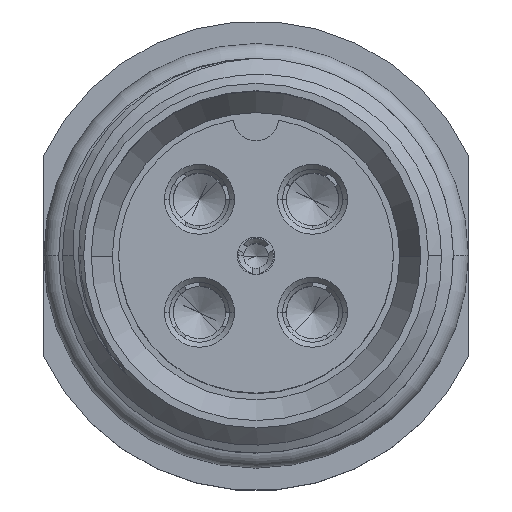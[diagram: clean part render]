
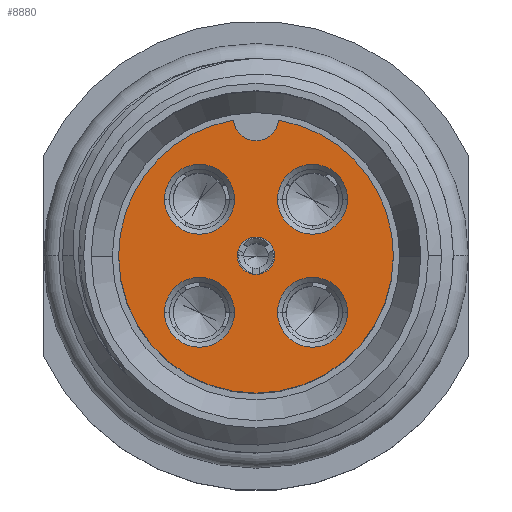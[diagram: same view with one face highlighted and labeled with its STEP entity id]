
A CAD part, top view. The second image highlights one B-rep face of the part: STEP entity #8880.
In plain terms, the highlighted planar face has unit normal (0, 0, 1).
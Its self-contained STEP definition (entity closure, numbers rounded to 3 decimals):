
#235 = CARTESIAN_POINT ( 'NONE',  ( 0., 0., 0. ) ) ;
#236 = DIRECTION ( 'NONE',  ( 0., 0., 1. ) ) ;
#237 = DIRECTION ( 'NONE',  ( 1., 0., 0. ) ) ;
#255 = CARTESIAN_POINT ( 'NONE',  ( -2.263, 2.263, 0. ) ) ;
#256 = DIRECTION ( 'NONE',  ( 0., 0., -1. ) ) ;
#257 = DIRECTION ( 'NONE',  ( -1., 0., 0. ) ) ;
#265 = CARTESIAN_POINT ( 'NONE',  ( 2.263, 2.263, 0. ) ) ;
#266 = DIRECTION ( 'NONE',  ( 0., 0., -1. ) ) ;
#267 = DIRECTION ( 'NONE',  ( -1., 0., 0. ) ) ;
#275 = CARTESIAN_POINT ( 'NONE',  ( 2.263, -2.263, 0. ) ) ;
#276 = DIRECTION ( 'NONE',  ( 0., 0., -1. ) ) ;
#277 = DIRECTION ( 'NONE',  ( -1., 0., 0. ) ) ;
#285 = CARTESIAN_POINT ( 'NONE',  ( -2.263, -2.263, 0. ) ) ;
#286 = DIRECTION ( 'NONE',  ( 0., 0., -1. ) ) ;
#287 = DIRECTION ( 'NONE',  ( -1., 0., 0. ) ) ;
#346 = CARTESIAN_POINT ( 'NONE',  ( 0., 0., 0. ) ) ;
#347 = DIRECTION ( 'NONE',  ( 0., 0., 1. ) ) ;
#348 = DIRECTION ( 'NONE',  ( 1., 0., 0. ) ) ;
#354 = CARTESIAN_POINT ( 'NONE',  ( 0., 0., 0. ) ) ;
#355 = DIRECTION ( 'NONE',  ( 0., 0., 1. ) ) ;
#356 = DIRECTION ( 'NONE',  ( 1., 0., 0. ) ) ;
#408 = CARTESIAN_POINT ( 'NONE',  ( 0., 0., 0. ) ) ;
#409 = DIRECTION ( 'NONE',  ( 0., 0., 1. ) ) ;
#410 = DIRECTION ( 'NONE',  ( 1., 0., 0. ) ) ;
#411 = CARTESIAN_POINT ( 'NONE',  ( -2.263, -2.263, 0. ) ) ;
#412 = DIRECTION ( 'NONE',  ( 0., 0., -1. ) ) ;
#413 = DIRECTION ( 'NONE',  ( -1., 0., 0. ) ) ;
#414 = CARTESIAN_POINT ( 'NONE',  ( 2.263, -2.263, 0. ) ) ;
#415 = DIRECTION ( 'NONE',  ( 0., 0., -1. ) ) ;
#416 = DIRECTION ( 'NONE',  ( -1., 0., 0. ) ) ;
#417 = CARTESIAN_POINT ( 'NONE',  ( 2.263, 2.263, 0. ) ) ;
#418 = DIRECTION ( 'NONE',  ( 0., 0., -1. ) ) ;
#419 = DIRECTION ( 'NONE',  ( -1., 0., 0. ) ) ;
#421 = CARTESIAN_POINT ( 'NONE',  ( -2.263, 2.263, 0. ) ) ;
#422 = DIRECTION ( 'NONE',  ( 0., 0., -1. ) ) ;
#423 = DIRECTION ( 'NONE',  ( -1., 0., 0. ) ) ;
#424 = CARTESIAN_POINT ( 'NONE',  ( 0., 0., 0. ) ) ;
#425 = DIRECTION ( 'NONE',  ( 0., 0., 1. ) ) ;
#426 = DIRECTION ( 'NONE',  ( 1., 0., 0. ) ) ;
#427 = CARTESIAN_POINT ( 'NONE',  ( 0., 5.5, 0. ) ) ;
#428 = DIRECTION ( 'NONE',  ( 0., 0., 1. ) ) ;
#429 = DIRECTION ( 'NONE',  ( 1., 0., 0. ) ) ;
#1216 = DIRECTION ( 'NONE',  ( 0., 0., -1. ) ) ;
#1218 = PLANE ( 'NONE',  #2692 ) ;
#1220 = CARTESIAN_POINT ( 'NONE',  ( 0., 0., 0. ) ) ;
#1222 = DIRECTION ( 'NONE',  ( -1., 0., 0. ) ) ;
#2436 = AXIS2_PLACEMENT_3D ( 'NONE', #235, #236, #237 ) ;
#2440 = AXIS2_PLACEMENT_3D ( 'NONE', #255, #256, #257 ) ;
#2442 = AXIS2_PLACEMENT_3D ( 'NONE', #265, #266, #267 ) ;
#2444 = AXIS2_PLACEMENT_3D ( 'NONE', #275, #276, #277 ) ;
#2446 = AXIS2_PLACEMENT_3D ( 'NONE', #285, #286, #287 ) ;
#2458 = AXIS2_PLACEMENT_3D ( 'NONE', #346, #347, #348 ) ;
#2460 = AXIS2_PLACEMENT_3D ( 'NONE', #354, #355, #356 ) ;
#2473 = AXIS2_PLACEMENT_3D ( 'NONE', #408, #409, #410 ) ;
#2474 = AXIS2_PLACEMENT_3D ( 'NONE', #411, #412, #413 ) ;
#2475 = AXIS2_PLACEMENT_3D ( 'NONE', #414, #415, #416 ) ;
#2476 = AXIS2_PLACEMENT_3D ( 'NONE', #417, #418, #419 ) ;
#2477 = AXIS2_PLACEMENT_3D ( 'NONE', #421, #422, #423 ) ;
#2478 = AXIS2_PLACEMENT_3D ( 'NONE', #424, #425, #426 ) ;
#2479 = AXIS2_PLACEMENT_3D ( 'NONE', #427, #428, #429 ) ;
#2692 = AXIS2_PLACEMENT_3D ( 'NONE', #1220, #1216, #1222 ) ;
#3894 = EDGE_CURVE ( 'NONE', #10891, #10892, #7748, .T. ) ;
#3902 = EDGE_CURVE ( 'NONE', #10898, #10899, #7758, .T. ) ;
#3906 = EDGE_CURVE ( 'NONE', #10902, #10903, #7765, .T. ) ;
#3910 = EDGE_CURVE ( 'NONE', #10906, #10907, #7772, .T. ) ;
#3914 = EDGE_CURVE ( 'NONE', #10910, #10911, #7778, .T. ) ;
#3938 = EDGE_CURVE ( 'NONE', #10934, #10935, #7816, .T. ) ;
#3942 = EDGE_CURVE ( 'NONE', #10935, #10938, #7823, .T. ) ;
#3963 = EDGE_CURVE ( 'NONE', #10892, #10891, #7855, .T. ) ;
#3964 = EDGE_CURVE ( 'NONE', #10911, #10910, #7857, .T. ) ;
#3965 = EDGE_CURVE ( 'NONE', #10907, #10906, #7858, .T. ) ;
#3966 = EDGE_CURVE ( 'NONE', #10903, #10902, #7859, .T. ) ;
#3967 = EDGE_CURVE ( 'NONE', #10899, #10898, #7860, .T. ) ;
#3968 = EDGE_CURVE ( 'NONE', #10938, #10946, #7861, .T. ) ;
#3969 = EDGE_CURVE ( 'NONE', #10934, #10946, #7863, .T. ) ;
#7748 = CIRCLE ( 'NONE', #2436, 0.75 ) ;
#7758 = CIRCLE ( 'NONE', #2440, 1.4 ) ;
#7765 = CIRCLE ( 'NONE', #2442, 1.4 ) ;
#7772 = CIRCLE ( 'NONE', #2444, 1.4 ) ;
#7778 = CIRCLE ( 'NONE', #2446, 1.4 ) ;
#7816 = CIRCLE ( 'NONE', #2458, 5.5 ) ;
#7823 = CIRCLE ( 'NONE', #2460, 5.5 ) ;
#7855 = CIRCLE ( 'NONE', #2473, 0.75 ) ;
#7857 = CIRCLE ( 'NONE', #2474, 1.4 ) ;
#7858 = CIRCLE ( 'NONE', #2475, 1.4 ) ;
#7859 = CIRCLE ( 'NONE', #2476, 1.4 ) ;
#7860 = CIRCLE ( 'NONE', #2477, 1.4 ) ;
#7861 = CIRCLE ( 'NONE', #2478, 5.5 ) ;
#7863 = CIRCLE ( 'NONE', #2479, 0.9 ) ;
#8577 = FACE_BOUND ( 'NONE', #9230, .T. ) ;
#8579 = FACE_BOUND ( 'NONE', #9315, .T. ) ;
#8581 = FACE_BOUND ( 'NONE', #9326, .T. ) ;
#8583 = FACE_BOUND ( 'NONE', #9322, .T. ) ;
#8585 = FACE_BOUND ( 'NONE', #9318, .T. ) ;
#8586 = FACE_OUTER_BOUND ( 'NONE', #9319, .T. ) ;
#8880 = ADVANCED_FACE ( 'NONE', ( #8577, #8585, #8581, #8579, #8583, #8586 ), #1218, .F. ) ;
#9230 = EDGE_LOOP ( 'NONE', ( #10242, #10243 ) ) ;
#9315 = EDGE_LOOP ( 'NONE', ( #10248, #10249 ) ) ;
#9318 = EDGE_LOOP ( 'NONE', ( #10244, #10245 ) ) ;
#9319 = EDGE_LOOP ( 'NONE', ( #10252, #10253, #10254, #10255 ) ) ;
#9322 = EDGE_LOOP ( 'NONE', ( #10250, #10251 ) ) ;
#9326 = EDGE_LOOP ( 'NONE', ( #10246, #10247 ) ) ;
#10242 = ORIENTED_EDGE ( 'NONE', *, *, #3963, .F. ) ;
#10243 = ORIENTED_EDGE ( 'NONE', *, *, #3894, .F. ) ;
#10244 = ORIENTED_EDGE ( 'NONE', *, *, #3914, .T. ) ;
#10245 = ORIENTED_EDGE ( 'NONE', *, *, #3964, .T. ) ;
#10246 = ORIENTED_EDGE ( 'NONE', *, *, #3910, .T. ) ;
#10247 = ORIENTED_EDGE ( 'NONE', *, *, #3965, .T. ) ;
#10248 = ORIENTED_EDGE ( 'NONE', *, *, #3906, .T. ) ;
#10249 = ORIENTED_EDGE ( 'NONE', *, *, #3966, .T. ) ;
#10250 = ORIENTED_EDGE ( 'NONE', *, *, #3902, .T. ) ;
#10251 = ORIENTED_EDGE ( 'NONE', *, *, #3967, .T. ) ;
#10252 = ORIENTED_EDGE ( 'NONE', *, *, #3938, .T. ) ;
#10253 = ORIENTED_EDGE ( 'NONE', *, *, #3942, .T. ) ;
#10254 = ORIENTED_EDGE ( 'NONE', *, *, #3968, .T. ) ;
#10255 = ORIENTED_EDGE ( 'NONE', *, *, #3969, .F. ) ;
#10891 = VERTEX_POINT ( 'NONE', #11789 ) ;
#10892 = VERTEX_POINT ( 'NONE', #11790 ) ;
#10898 = VERTEX_POINT ( 'NONE', #11796 ) ;
#10899 = VERTEX_POINT ( 'NONE', #11797 ) ;
#10902 = VERTEX_POINT ( 'NONE', #11800 ) ;
#10903 = VERTEX_POINT ( 'NONE', #11801 ) ;
#10906 = VERTEX_POINT ( 'NONE', #11804 ) ;
#10907 = VERTEX_POINT ( 'NONE', #11805 ) ;
#10910 = VERTEX_POINT ( 'NONE', #11808 ) ;
#10911 = VERTEX_POINT ( 'NONE', #11809 ) ;
#10934 = VERTEX_POINT ( 'NONE', #11832 ) ;
#10935 = VERTEX_POINT ( 'NONE', #11833 ) ;
#10938 = VERTEX_POINT ( 'NONE', #11836 ) ;
#10946 = VERTEX_POINT ( 'NONE', #11844 ) ;
#11789 = CARTESIAN_POINT ( 'NONE',  ( -0.75, 0., 0. ) ) ;
#11790 = CARTESIAN_POINT ( 'NONE',  ( 0.75, 0., 0. ) ) ;
#11796 = CARTESIAN_POINT ( 'NONE',  ( -0.863, 2.263, 0. ) ) ;
#11797 = CARTESIAN_POINT ( 'NONE',  ( -3.663, 2.263, 0. ) ) ;
#11800 = CARTESIAN_POINT ( 'NONE',  ( 3.663, 2.263, 0. ) ) ;
#11801 = CARTESIAN_POINT ( 'NONE',  ( 0.863, 2.263, 0. ) ) ;
#11804 = CARTESIAN_POINT ( 'NONE',  ( 3.663, -2.263, 0. ) ) ;
#11805 = CARTESIAN_POINT ( 'NONE',  ( 0.863, -2.263, 0. ) ) ;
#11808 = CARTESIAN_POINT ( 'NONE',  ( -0.863, -2.263, 0. ) ) ;
#11809 = CARTESIAN_POINT ( 'NONE',  ( -3.663, -2.263, 0. ) ) ;
#11832 = CARTESIAN_POINT ( 'NONE',  ( -0.897, 5.426, 0. ) ) ;
#11833 = CARTESIAN_POINT ( 'NONE',  ( -5.5, 0., 0. ) ) ;
#11836 = CARTESIAN_POINT ( 'NONE',  ( 5.5, 0., 0. ) ) ;
#11844 = CARTESIAN_POINT ( 'NONE',  ( 0.897, 5.426, 0. ) ) ;
